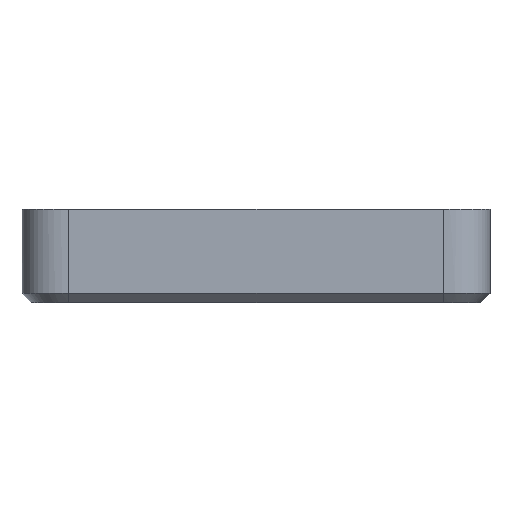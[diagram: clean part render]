
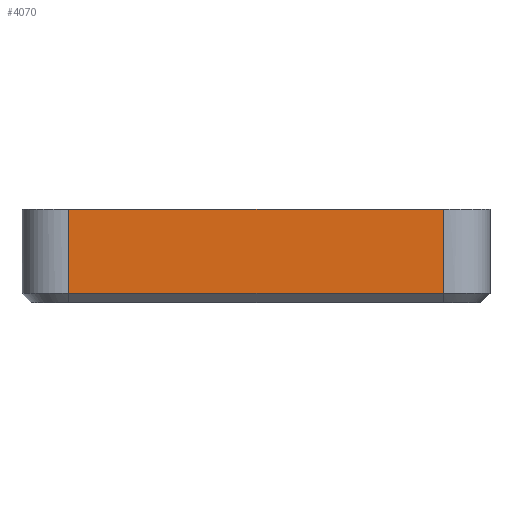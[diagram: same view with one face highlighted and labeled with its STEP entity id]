
A CAD part, left-side view. The second image highlights one B-rep face of the part: STEP entity #4070.
In plain terms, the highlighted planar face has unit normal (-1, 0, 0).
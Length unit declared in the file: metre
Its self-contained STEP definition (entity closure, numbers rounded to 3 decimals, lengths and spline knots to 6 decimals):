
#196=B_SPLINE_CURVE_WITH_KNOTS('',3,(#6436,#6437,#6438,#6439),
 .UNSPECIFIED.,.F.,.F.,(4,4),(0.,0.9),.UNSPECIFIED.);
#197=B_SPLINE_CURVE_WITH_KNOTS('',3,(#6443,#6444,#6445,#6446),
 .UNSPECIFIED.,.F.,.F.,(4,4),(0.1,1.),.UNSPECIFIED.);
#492=ORIENTED_EDGE('',*,*,#1664,.T.);
#493=ORIENTED_EDGE('',*,*,#1665,.T.);
#494=ORIENTED_EDGE('',*,*,#1666,.T.);
#495=ORIENTED_EDGE('',*,*,#1648,.F.);
#1648=EDGE_CURVE('',#2234,#2235,#2584,.T.);
#1664=EDGE_CURVE('',#2234,#2246,#196,.T.);
#1665=EDGE_CURVE('',#2246,#2247,#2590,.T.);
#1666=EDGE_CURVE('',#2247,#2235,#197,.T.);
#2234=VERTEX_POINT('',#6265);
#2235=VERTEX_POINT('',#6266);
#2246=VERTEX_POINT('',#6440);
#2247=VERTEX_POINT('',#6442);
#2584=LINE('',#6264,#2994);
#2590=LINE('',#6441,#3000);
#2994=VECTOR('',#4845,1.);
#3000=VECTOR('',#4855,1.);
#3296=EDGE_LOOP('',(#492,#493,#494,#495));
#3604=FACE_BOUND('',#3296,.T.);
#3886=PLANE('',#4357);
#4070=ADVANCED_FACE('',(#3604),#3886,.F.);
#4357=AXIS2_PLACEMENT_3D('',#6435,#4853,#4854);
#4845=DIRECTION('',(0.,-1.,0.));
#4853=DIRECTION('',(1.,0.,0.));
#4854=DIRECTION('',(0.,1.,0.));
#4855=DIRECTION('',(0.,-1.,0.));
#6264=CARTESIAN_POINT('',(-0.05,0.,0.02));
#6265=CARTESIAN_POINT('',(-0.05,0.04,0.02));
#6266=CARTESIAN_POINT('',(-0.05,-0.04,0.02));
#6435=CARTESIAN_POINT('',(-0.05,0.,0.02));
#6436=CARTESIAN_POINT('',(-0.05,0.04,0.02));
#6437=CARTESIAN_POINT('',(-0.05,0.04,0.014));
#6438=CARTESIAN_POINT('',(-0.05,0.04,0.008));
#6439=CARTESIAN_POINT('',(-0.05,0.04,0.002));
#6440=CARTESIAN_POINT('',(-0.05,0.04,0.002));
#6441=CARTESIAN_POINT('',(-0.05,0.,0.002));
#6442=CARTESIAN_POINT('',(-0.05,-0.04,0.002));
#6443=CARTESIAN_POINT('',(-0.05,-0.04,0.002));
#6444=CARTESIAN_POINT('',(-0.05,-0.04,0.008));
#6445=CARTESIAN_POINT('',(-0.05,-0.04,0.014));
#6446=CARTESIAN_POINT('',(-0.05,-0.04,0.02));
